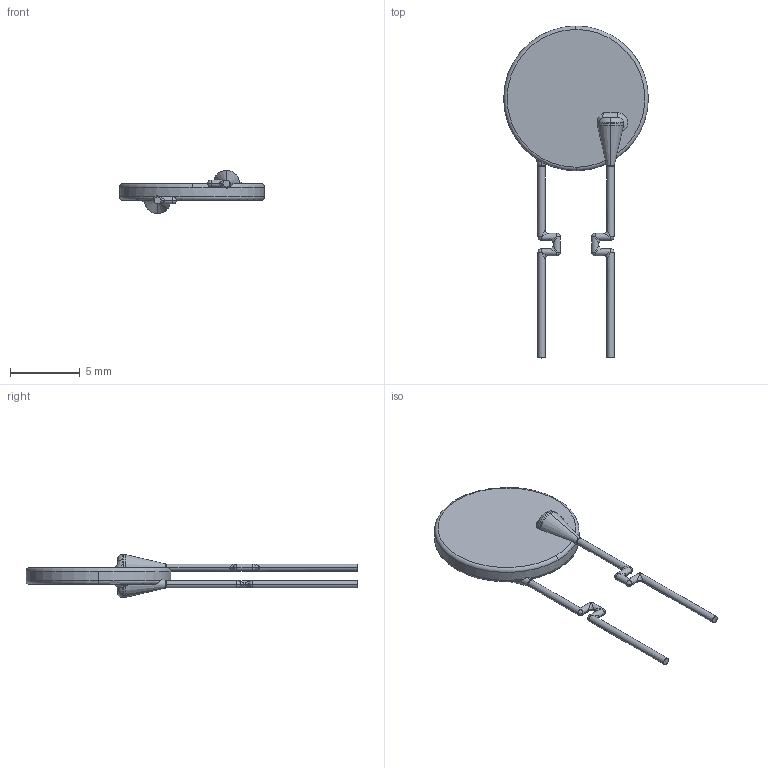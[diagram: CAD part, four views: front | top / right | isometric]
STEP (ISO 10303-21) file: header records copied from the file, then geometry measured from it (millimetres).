
FILE_DESCRIPTION(('STEP AP242'),'1');
FILE_NAME('mf-rx075_72-0.stp','2023-11-21T08:28:11',('TraceParts'),('TraceParts S.A.'),'Spatial InterOp 3D',' ',' ');
FILE_SCHEMA(('AP242_MANAGED_MODEL_BASED_3D_ENGINEERING_MIM_LF {1 0 10303 442 1 1 4}'));
Length unit declared in the file: millimetre
Products named in the file (1): mf-rx075_72-0
Bounding box: 10.4 x 23.86 x 3.1 mm (x, y, z)
Volume: 112.9 mm3; surface area: 260.8 mm2
Topology: 1 solids, 1 shells, 96 faces, 227 edges, 129 vertices
Faces by surface type: cylinder 28, torus 20, bspline 20, sphere 16, cone 6, plane 6
Entity records: 4834 total; most frequent: CARTESIAN_POINT 2741, DIRECTION 446, ORIENTED_EDGE 446, EDGE_CURVE 223, AXIS2_PLACEMENT_3D 203, VERTEX_POINT 129, CIRCLE 126, ADVANCED_FACE 96
